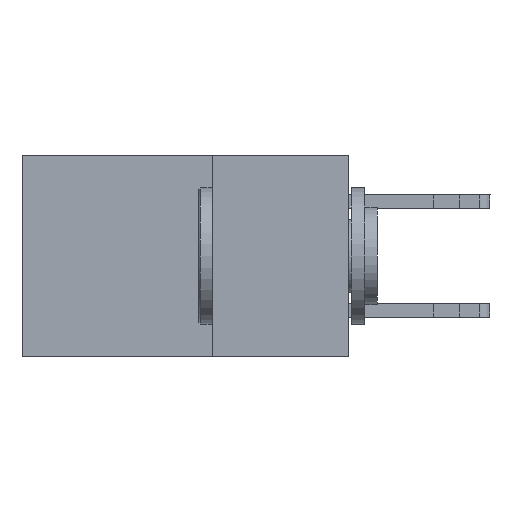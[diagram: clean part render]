
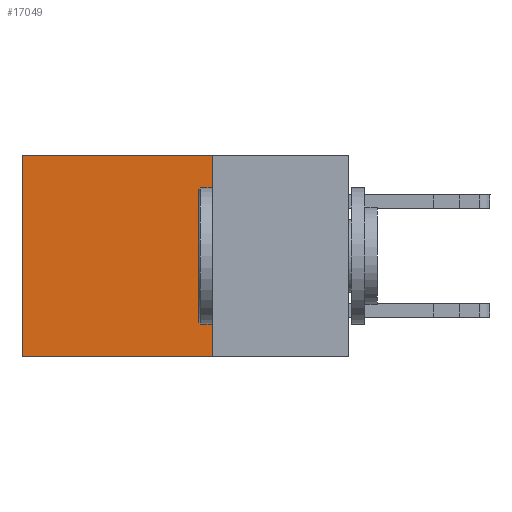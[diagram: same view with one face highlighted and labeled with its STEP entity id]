
A CAD part, left-side view. The second image highlights one B-rep face of the part: STEP entity #17049.
In plain terms, the highlighted planar face has unit normal (-1, 0, 0).
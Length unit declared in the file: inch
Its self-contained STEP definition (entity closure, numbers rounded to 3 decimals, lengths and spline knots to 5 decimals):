
#1536 = VECTOR ( 'NONE', #19534, 39.37008 ) ;
#1908 = DIRECTION ( 'NONE',  ( 0., 0., -1. ) ) ;
#2698 = AXIS2_PLACEMENT_3D ( 'NONE', #8638, #11847, #13174 ) ;
#2941 = DIRECTION ( 'NONE',  ( 0., 1., 0. ) ) ;
#3113 = EDGE_CURVE ( 'NONE', #10313, #10434, #17926, .T. ) ;
#3212 = EDGE_LOOP ( 'NONE', ( #15599, #6019, #18257, #9221 ) ) ;
#5226 = EDGE_CURVE ( 'NONE', #12196, #17825, #6097, .T. ) ;
#5425 = FACE_OUTER_BOUND ( 'NONE', #3212, .T. ) ;
#5515 = PLANE ( 'NONE',  #2698 ) ;
#6019 = ORIENTED_EDGE ( 'NONE', *, *, #3113, .F. ) ;
#6097 = LINE ( 'NONE', #17283, #8159 ) ;
#7023 = EDGE_CURVE ( 'NONE', #12196, #10313, #8311, .T. ) ;
#8152 = CARTESIAN_POINT ( 'NONE',  ( 0.298, 0.6, -0.37 ) ) ;
#8159 = VECTOR ( 'NONE', #2941, 39.37008 ) ;
#8311 = LINE ( 'NONE', #19153, #19061 ) ;
#8638 = CARTESIAN_POINT ( 'NONE',  ( 0.298, 0.25, 0. ) ) ;
#9221 = ORIENTED_EDGE ( 'NONE', *, *, #5226, .T. ) ;
#10140 = CARTESIAN_POINT ( 'NONE',  ( 0.298, 0.25, -0.37 ) ) ;
#10313 = VERTEX_POINT ( 'NONE', #12392 ) ;
#10434 = VERTEX_POINT ( 'NONE', #8152 ) ;
#11847 = DIRECTION ( 'NONE',  ( 1., 0., 0. ) ) ;
#12196 = VERTEX_POINT ( 'NONE', #16599 ) ;
#12392 = CARTESIAN_POINT ( 'NONE',  ( 0.298, 0.25, -0.37 ) ) ;
#12469 = CARTESIAN_POINT ( 'NONE',  ( 0.298, 0.6, 0. ) ) ;
#13174 = DIRECTION ( 'NONE',  ( 0., 0., -1. ) ) ;
#14407 = CARTESIAN_POINT ( 'NONE',  ( 0.298, 0.6, 0. ) ) ;
#15599 = ORIENTED_EDGE ( 'NONE', *, *, #17361, .T. ) ;
#16480 = VECTOR ( 'NONE', #18676, 39.37008 ) ;
#16599 = CARTESIAN_POINT ( 'NONE',  ( 0.298, 0.25, 0. ) ) ;
#17049 = ADVANCED_FACE ( 'NONE', ( #5425 ), #5515, .F. ) ;
#17283 = CARTESIAN_POINT ( 'NONE',  ( 0.298, 0.25, 0. ) ) ;
#17361 = EDGE_CURVE ( 'NONE', #17825, #10434, #19057, .T. ) ;
#17825 = VERTEX_POINT ( 'NONE', #14407 ) ;
#17926 = LINE ( 'NONE', #10140, #1536 ) ;
#18257 = ORIENTED_EDGE ( 'NONE', *, *, #7023, .F. ) ;
#18676 = DIRECTION ( 'NONE',  ( 0., 0., -1. ) ) ;
#19057 = LINE ( 'NONE', #12469, #16480 ) ;
#19061 = VECTOR ( 'NONE', #1908, 39.37008 ) ;
#19153 = CARTESIAN_POINT ( 'NONE',  ( 0.298, 0.25, 0. ) ) ;
#19534 = DIRECTION ( 'NONE',  ( 0., 1., 0. ) ) ;
